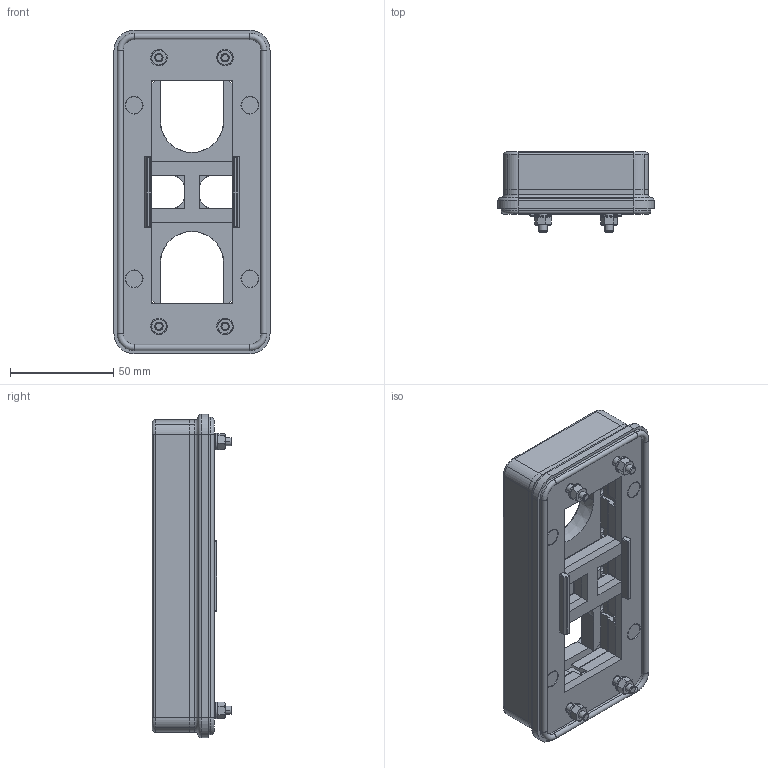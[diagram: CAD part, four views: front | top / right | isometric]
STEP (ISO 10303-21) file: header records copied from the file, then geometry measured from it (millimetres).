
FILE_DESCRIPTION (( 'STEP AP203' ), '1' );
FILE_NAME ('BPA-S-04-2-0.step', '2022-05-16T15:49:22', ( '' ), ( '' ), 'SwSTEP 2.0', 'SolidWorks 2021', '' );
FILE_SCHEMA (( 'CONFIG_CONTROL_DESIGN' ));
Length unit declared in the file: millimetre
Products named in the file (1): BPA-S-04-2-0
Bounding box: 75.5 x 38.6 x 156.5 mm (x, y, z)
Volume: 181127.1 mm3; surface area: 94500.1 mm2
Topology: 29 solids, 39 shells, 1745 faces, 4405 edges, 2752 vertices
Faces by surface type: plane 865, cylinder 522, cone 296, torus 52, sphere 10
Entity records: 51617 total; most frequent: CARTESIAN_POINT 10832, ORIENTED_EDGE 8762, DIRECTION 8321, EDGE_CURVE 4381, AXIS2_PLACEMENT_3D 2866, VERTEX_POINT 2752, VECTOR 2589, LINE 2589
